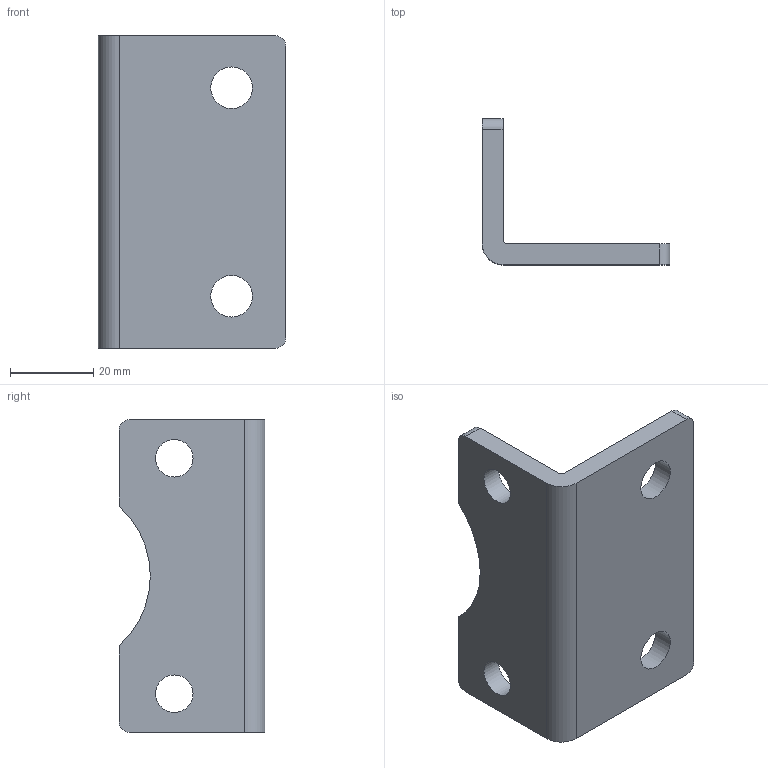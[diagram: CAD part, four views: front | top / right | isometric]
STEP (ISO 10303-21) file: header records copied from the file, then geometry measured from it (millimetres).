
FILE_DESCRIPTION(/* description */ (''),/* implementation_level */ '2;1');
FILE_NAME(/* name */ 'C-B-FM-063.stp',/* time_stamp */ '2016-01-07T14:21:14+01:00',/* author */ (''),/* organization */ (''),/* preprocessor_version */ 'ST-DEVELOPER v15.2',/* originating_system */ 'Autodesk Translator Framework v2.0.0.5431',/* authorisation */ '');
FILE_SCHEMA (('AUTOMOTIVE_DESIGN { 1 0 10303 214 3 1 1 }'));
Length unit declared in the file: centimetre
Products named in the file (1): (Unsaved)
Bounding box: 45 x 35 x 75 mm (x, y, z)
Volume: 25408.1 mm3; surface area: 12269.8 mm2
Topology: 1 solids, 1 shells, 826 faces, 2321 edges, 1522 vertices
Faces by surface type: bspline 641, plane 174, cylinder 11
Full cylindrical faces by diameter (mm): 9 x2, 10 x2
Entity records: 32286 total; most frequent: CARTESIAN_POINT 15449, ORIENTED_EDGE 4666, EDGE_CURVE 2313, VERTEX_POINT 1518, DIRECTION 1417, B_SPLINE_CURVE_WITH_KNOTS 1290, LINE 1001, VECTOR 1001
